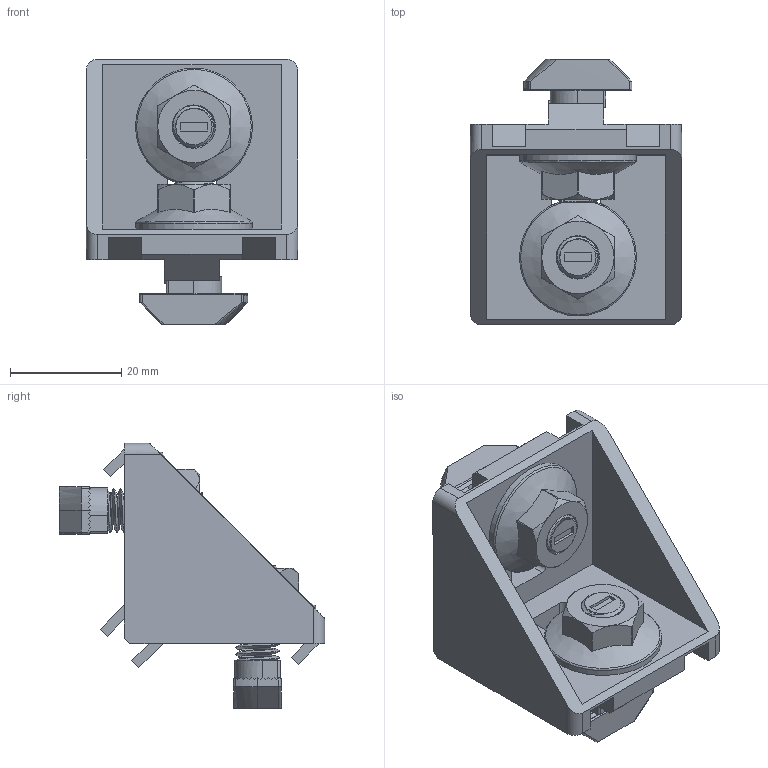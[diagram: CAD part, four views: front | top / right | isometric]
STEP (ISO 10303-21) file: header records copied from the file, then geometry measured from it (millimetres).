
FILE_DESCRIPTION (( 'STEP AP214' ), '1' );
FILE_NAME ('FB3K4040M.STEP', '2020-04-15T12:07:20', ( '' ), ( '' ), 'SwSTEP 2.0', 'SolidWorks 2014', '' );
FILE_SCHEMA (( 'AUTOMOTIVE_DESIGN' ));
Length unit declared in the file: millimetre
Products named in the file (1): FB3K4040M
Bounding box: 38 x 47.7 x 47.7 mm (x, y, z)
Surface area: 15907.7 mm2 (no closed solid volume)
Topology: 0 solids, 5 shells, 336 faces, 997 edges, 658 vertices
Faces by surface type: plane 238, cylinder 56, cone 22, bspline 20
Full cylindrical faces by diameter (mm): 21 x2
Entity records: 34019 total; most frequent: CARTESIAN_POINT 22330, ORIENTED_EDGE 1864, DIRECTION 1331, EDGE_CURVE 959, VERTEX_POINT 640, VECTOR 597, LINE 597, AXIS2_PLACEMENT_3D 367
